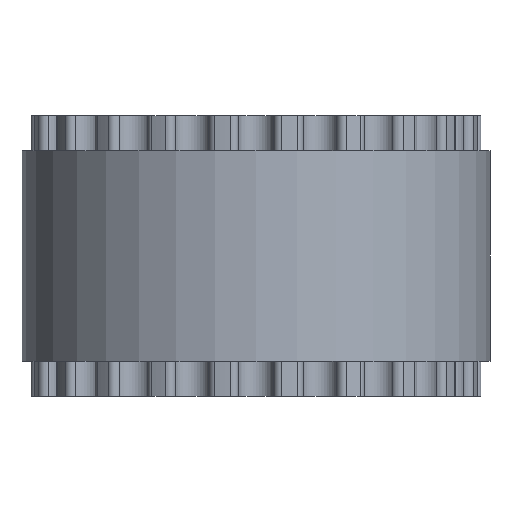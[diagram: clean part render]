
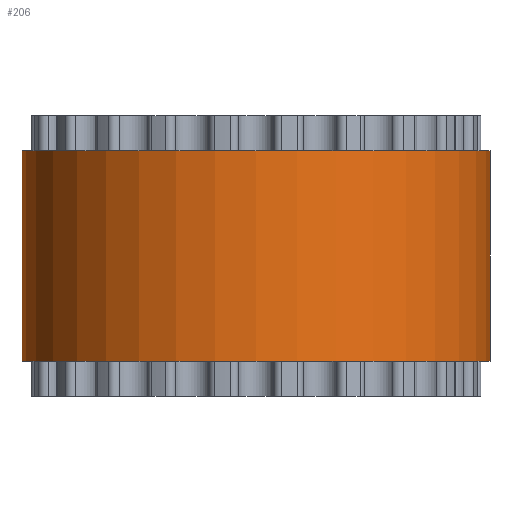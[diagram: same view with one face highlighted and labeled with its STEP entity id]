
A CAD part, front view. The second image highlights one B-rep face of the part: STEP entity #206.
In plain terms, the highlighted cylindrical face has radius 6.684 mm (diameter 13.369 mm), a full revolution.
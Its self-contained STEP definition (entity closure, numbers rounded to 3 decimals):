
#97=FACE_BOUND('',#464,.T.);
#98=FACE_BOUND('',#465,.T.);
#206=ADVANCED_FACE('',(#97,#98),#291,.T.);
#291=CYLINDRICAL_SURFACE('',#1991,6.685);
#464=EDGE_LOOP('',(#1138));
#465=EDGE_LOOP('',(#1139));
#1138=ORIENTED_EDGE('',*,*,#1562,.T.);
#1139=ORIENTED_EDGE('',*,*,#1563,.T.);
#1308=VERTEX_POINT('',#3100);
#1309=VERTEX_POINT('',#3102);
#1562=EDGE_CURVE('',#1308,#1308,#1732,.T.);
#1563=EDGE_CURVE('',#1309,#1309,#1733,.T.);
#1732=CIRCLE('',#1989,6.685);
#1733=CIRCLE('',#1990,6.685);
#1989=AXIS2_PLACEMENT_3D('',#3099,#2586,#2587);
#1990=AXIS2_PLACEMENT_3D('',#3101,#2588,#2589);
#1991=AXIS2_PLACEMENT_3D('',#3103,#2590,#2591);
#2586=DIRECTION('',(0.,0.,1.));
#2587=DIRECTION('',(1.,0.,0.));
#2588=DIRECTION('',(0.,0.,-1.));
#2589=DIRECTION('',(1.,0.,0.));
#2590=DIRECTION('',(0.,0.,1.));
#2591=DIRECTION('',(1.,0.,0.));
#3099=CARTESIAN_POINT('',(0.,0.,1.));
#3100=CARTESIAN_POINT('',(6.685,0.,1.));
#3101=CARTESIAN_POINT('',(0.,0.,7.));
#3102=CARTESIAN_POINT('',(6.685,0.,7.));
#3103=CARTESIAN_POINT('',(0.,0.,1.));
